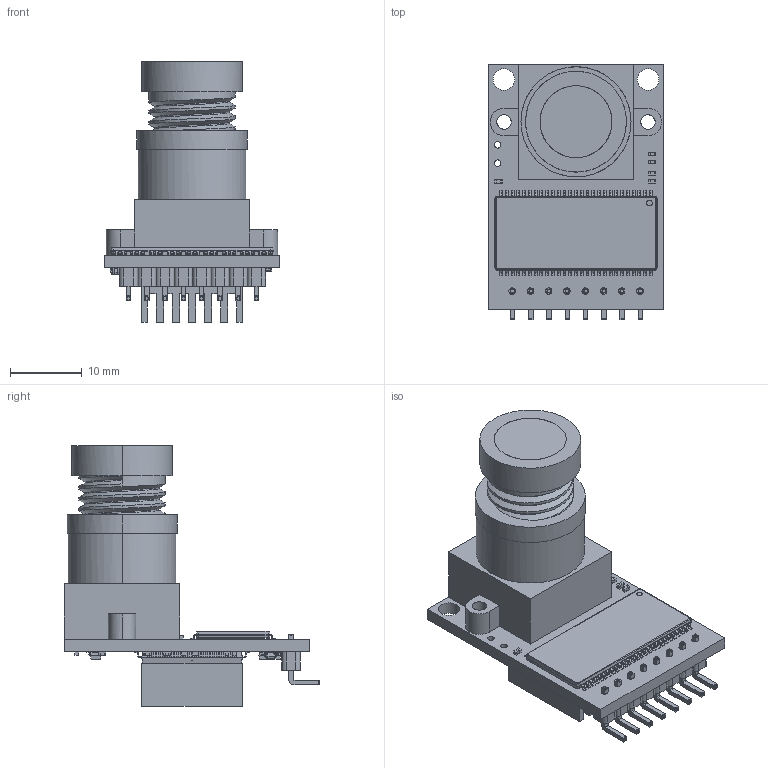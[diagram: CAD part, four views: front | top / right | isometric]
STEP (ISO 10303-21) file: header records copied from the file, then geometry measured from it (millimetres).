
FILE_DESCRIPTION (( 'STEP AP214' ), '1' );
FILE_NAME ('UC-367Ä£ÐÍ.STEP', '2021-01-28T01:56:12', ( '' ), ( '' ), 'SwSTEP 2.0', 'SolidWorks 2020', '' );
FILE_SCHEMA (( 'AUTOMOTIVE_DESIGN' ));
Length unit declared in the file: millimetre
Products named in the file (1): UC-367耀倰
Bounding box: 24.33 x 35.54 x 36.24 mm (x, y, z)
Surface area: 9114.3 mm2 (no closed solid volume)
Topology: 0 solids, 380 shells, 6278 faces, 16136 edges, 10708 vertices
Faces by surface type: plane 5035, cylinder 657, bspline 564, cone 14, torus 8
Entity records: 275370 total; most frequent: CARTESIAN_POINT 53362, ORIENTED_EDGE 32270, DIRECTION 27523, EDGE_CURVE 16136, VECTOR 13605, LINE 13605, VERTEX_POINT 10708, AXIS2_PLACEMENT_3D 6959
